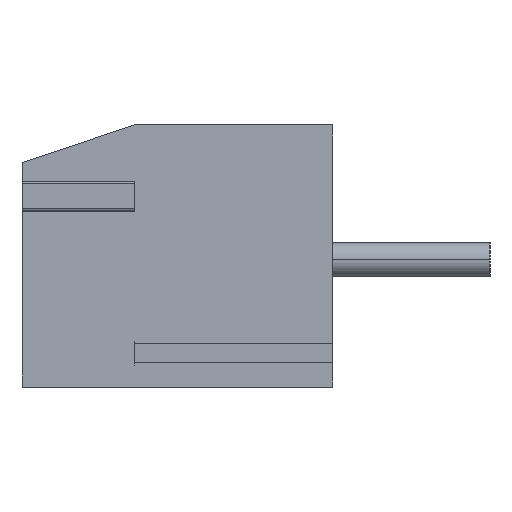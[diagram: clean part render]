
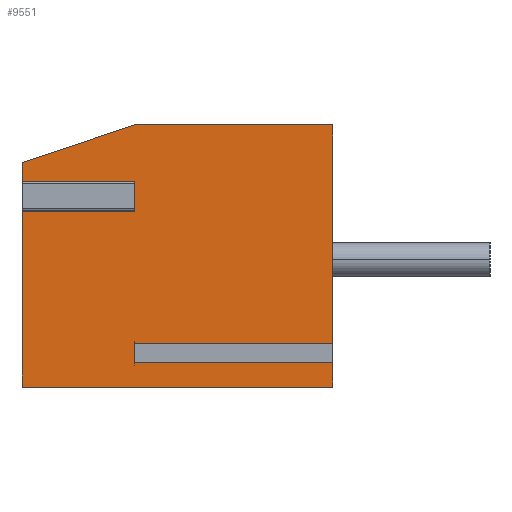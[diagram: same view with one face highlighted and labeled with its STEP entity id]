
A CAD part, left-side view. The second image highlights one B-rep face of the part: STEP entity #9551.
In plain terms, the highlighted planar face has unit normal (-1, 0, 0).
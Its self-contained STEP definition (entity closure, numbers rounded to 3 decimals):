
#134=DIRECTION('',(0.,0.,-1.));
#135=VECTOR('',#134,0.51);
#136=CARTESIAN_POINT('',(-21.,3.3,-5.844));
#137=LINE('',#136,#135);
#138=DIRECTION('',(0.,1.,0.));
#139=VECTOR('',#138,5.3);
#140=CARTESIAN_POINT('',(-21.,-2.,-6.354));
#141=LINE('',#140,#139);
#142=DIRECTION('',(0.,0.,-1.));
#143=VECTOR('',#142,0.646);
#144=CARTESIAN_POINT('',(-21.,-2.,-6.354));
#145=LINE('',#144,#143);
#146=DIRECTION('',(0.,1.,0.));
#147=VECTOR('',#146,8.3);
#148=CARTESIAN_POINT('',(-21.,-2.,-7.));
#149=LINE('',#148,#147);
#150=DIRECTION('',(0.,0.,1.));
#151=VECTOR('',#150,4.851);
#152=CARTESIAN_POINT('',(-21.,6.3,-7.));
#153=LINE('',#152,#151);
#154=DIRECTION('',(0.,-1.,0.));
#155=VECTOR('',#154,3.);
#156=CARTESIAN_POINT('',(-21.,6.3,-2.149));
#157=LINE('',#156,#155);
#158=DIRECTION('',(0.,0.,-1.));
#159=VECTOR('',#158,0.5);
#160=CARTESIAN_POINT('',(-21.,3.3,-1.649));
#161=LINE('',#160,#159);
#162=DIRECTION('',(0.,-1.,0.));
#163=VECTOR('',#162,3.);
#164=CARTESIAN_POINT('',(-21.,6.3,-1.649));
#165=LINE('',#164,#163);
#166=DIRECTION('',(0.,0.,1.));
#167=VECTOR('',#166,0.649);
#168=CARTESIAN_POINT('',(-21.,6.3,-1.649));
#169=LINE('',#168,#167);
#170=DIRECTION('',(0.,-0.949,0.316));
#171=VECTOR('',#170,3.162);
#172=CARTESIAN_POINT('',(-21.,6.3,-1.));
#173=LINE('',#172,#171);
#174=DIRECTION('',(0.,-1.,0.));
#175=VECTOR('',#174,5.3);
#176=CARTESIAN_POINT('',(-21.,3.3,0.));
#177=LINE('',#176,#175);
#178=DIRECTION('',(0.,0.,-1.));
#179=VECTOR('',#178,5.844);
#180=CARTESIAN_POINT('',(-21.,-2.,0.));
#181=LINE('',#180,#179);
#182=DIRECTION('',(0.,1.,0.));
#183=VECTOR('',#182,5.3);
#184=CARTESIAN_POINT('',(-21.,-2.,-5.844));
#185=LINE('',#184,#183);
#7306=CARTESIAN_POINT('',(-21.,-2.,-7.));
#7307=CARTESIAN_POINT('',(-21.,6.3,-7.));
#7308=VERTEX_POINT('',#7306);
#7309=VERTEX_POINT('',#7307);
#7310=CARTESIAN_POINT('',(-21.,6.3,-1.));
#7311=CARTESIAN_POINT('',(-21.,3.3,0.));
#7312=VERTEX_POINT('',#7310);
#7313=VERTEX_POINT('',#7311);
#7314=CARTESIAN_POINT('',(-21.,-2.,0.));
#7315=VERTEX_POINT('',#7314);
#7342=CARTESIAN_POINT('',(-21.,6.3,-2.149));
#7343=CARTESIAN_POINT('',(-21.,3.3,-2.149));
#7344=VERTEX_POINT('',#7342);
#7345=VERTEX_POINT('',#7343);
#7346=CARTESIAN_POINT('',(-21.,6.3,-1.649));
#7347=VERTEX_POINT('',#7346);
#7348=CARTESIAN_POINT('',(-21.,3.3,-1.649));
#7349=VERTEX_POINT('',#7348);
#7394=CARTESIAN_POINT('',(-21.,3.3,-5.844));
#7395=CARTESIAN_POINT('',(-21.,3.3,-6.354));
#7396=VERTEX_POINT('',#7394);
#7397=VERTEX_POINT('',#7395);
#7398=CARTESIAN_POINT('',(-21.,-2.,-5.844));
#7399=VERTEX_POINT('',#7398);
#7400=CARTESIAN_POINT('',(-21.,-2.,-6.354));
#7401=VERTEX_POINT('',#7400);
#9518=CARTESIAN_POINT('',(-21.,0.,0.));
#9519=DIRECTION('',(1.,0.,0.));
#9520=DIRECTION('',(0.,0.,-1.));
#9521=AXIS2_PLACEMENT_3D('',#9518,#9519,#9520);
#9522=PLANE('',#9521);
#9524=ORIENTED_EDGE('',*,*,#9523,.T.);
#9526=ORIENTED_EDGE('',*,*,#9525,.F.);
#9528=ORIENTED_EDGE('',*,*,#9527,.T.);
#9530=ORIENTED_EDGE('',*,*,#9529,.T.);
#9532=ORIENTED_EDGE('',*,*,#9531,.T.);
#9534=ORIENTED_EDGE('',*,*,#9533,.T.);
#9536=ORIENTED_EDGE('',*,*,#9535,.F.);
#9538=ORIENTED_EDGE('',*,*,#9537,.F.);
#9540=ORIENTED_EDGE('',*,*,#9539,.T.);
#9542=ORIENTED_EDGE('',*,*,#9541,.T.);
#9544=ORIENTED_EDGE('',*,*,#9543,.T.);
#9546=ORIENTED_EDGE('',*,*,#9545,.T.);
#9548=ORIENTED_EDGE('',*,*,#9547,.T.);
#9549=EDGE_LOOP('',(#9524,#9526,#9528,#9530,#9532,#9534,#9536,#9538,#9540,#9542,
#9544,#9546,#9548));
#9550=FACE_OUTER_BOUND('',#9549,.F.);
#9523=EDGE_CURVE('',#7396,#7397,#137,.T.);
#9525=EDGE_CURVE('',#7401,#7397,#141,.T.);
#9527=EDGE_CURVE('',#7401,#7308,#145,.T.);
#9529=EDGE_CURVE('',#7308,#7309,#149,.T.);
#9531=EDGE_CURVE('',#7309,#7344,#153,.T.);
#9533=EDGE_CURVE('',#7344,#7345,#157,.T.);
#9535=EDGE_CURVE('',#7349,#7345,#161,.T.);
#9537=EDGE_CURVE('',#7347,#7349,#165,.T.);
#9539=EDGE_CURVE('',#7347,#7312,#169,.T.);
#9541=EDGE_CURVE('',#7312,#7313,#173,.T.);
#9543=EDGE_CURVE('',#7313,#7315,#177,.T.);
#9545=EDGE_CURVE('',#7315,#7399,#181,.T.);
#9547=EDGE_CURVE('',#7399,#7396,#185,.T.);
#9551=ADVANCED_FACE('',(#9550),#9522,.F.);
